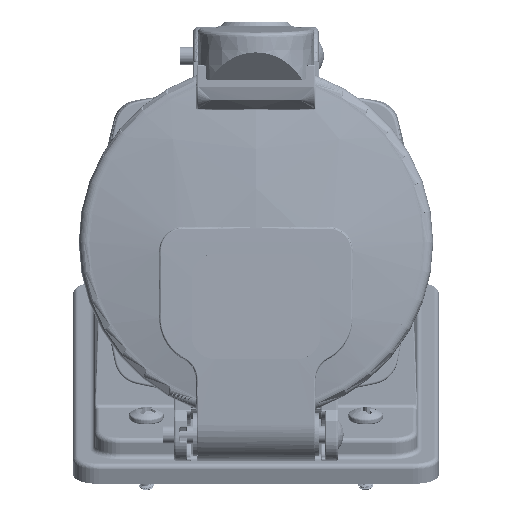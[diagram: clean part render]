
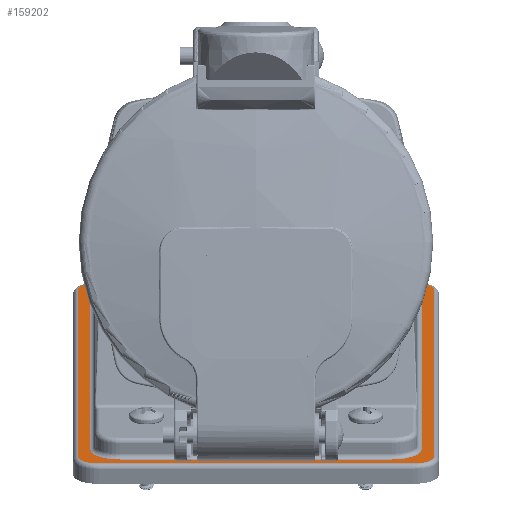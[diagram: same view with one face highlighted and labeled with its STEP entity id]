
A CAD part, top view. The second image highlights one B-rep face of the part: STEP entity #159202.
In plain terms, the highlighted planar face has unit normal (0, 0.94, 0.342).
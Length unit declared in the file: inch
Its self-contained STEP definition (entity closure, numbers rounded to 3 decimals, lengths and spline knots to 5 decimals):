
#1291 = EDGE_CURVE ( 'NONE', #3961, #230582, #35677, .T. ) ;
#3961 = VERTEX_POINT ( 'NONE', #43667 ) ;
#4863 = AXIS2_PLACEMENT_3D ( 'NONE', #236979, #10408, #218086 ) ;
#7676 = DIRECTION ( 'NONE',  ( 0., 0.342, -0.94 ) ) ;
#9600 = EDGE_CURVE ( 'NONE', #240021, #69868, #127366, .T. ) ;
#10080 = VECTOR ( 'NONE', #93322, 39.37008 ) ;
#10408 = DIRECTION ( 'NONE',  ( 0., -0.94, -0.342 ) ) ;
#11847 = CARTESIAN_POINT ( 'NONE',  ( -1.16141, 0.86152, -2.59954 ) ) ;
#11926 = CARTESIAN_POINT ( 'NONE',  ( -1.1614, -0.53861, 1.24728 ) ) ;
#13377 = CARTESIAN_POINT ( 'NONE',  ( -1.34604, -0.62613, 1.48775 ) ) ;
#13977 = AXIS2_PLACEMENT_3D ( 'NONE', #14944, #91733, #239067 ) ;
#14944 = CARTESIAN_POINT ( 'NONE',  ( 1.34607, 0.83461, -2.52555 ) ) ;
#17174 = VECTOR ( 'NONE', #29224, 39.37008 ) ;
#21040 = DIRECTION ( 'NONE',  ( 0., -0.342, 0.94 ) ) ;
#24068 = CARTESIAN_POINT ( 'NONE',  ( 1.52325, -0.59918, 1.41376 ) ) ;
#25260 = DIRECTION ( 'NONE',  ( 1., 0., 0. ) ) ;
#27597 = ORIENTED_EDGE ( 'NONE', *, *, #119072, .T. ) ;
#27716 = DIRECTION ( 'NONE',  ( 0., 0.94, 0.342 ) ) ;
#29224 = DIRECTION ( 'NONE',  ( 1., 0., 0. ) ) ;
#34836 = LINE ( 'NONE', #107277, #10080 ) ;
#35420 = ORIENTED_EDGE ( 'NONE', *, *, #82617, .T. ) ;
#35677 = CIRCLE ( 'NONE', #47692, 0.17717 ) ;
#38815 = VERTEX_POINT ( 'NONE', #234879 ) ;
#38862 = ORIENTED_EDGE ( 'NONE', *, *, #135086, .T. ) ;
#39279 = LINE ( 'NONE', #98335, #233053 ) ;
#41819 = EDGE_CURVE ( 'NONE', #60543, #185171, #104172, .T. ) ;
#42423 = VERTEX_POINT ( 'NONE', #132428 ) ;
#43667 = CARTESIAN_POINT ( 'NONE',  ( -1.52321, -0.5992, 1.41376 ) ) ;
#46538 = CARTESIAN_POINT ( 'NONE',  ( -1.34605, 0.83459, -2.52555 ) ) ;
#47692 = AXIS2_PLACEMENT_3D ( 'NONE', #208391, #112740, #129125 ) ;
#47856 = DIRECTION ( 'NONE',  ( 0., -0.342, 0.94 ) ) ;
#49740 = DIRECTION ( 'NONE',  ( 0., -0.342, 0.94 ) ) ;
#49897 = VERTEX_POINT ( 'NONE', #245557 ) ;
#52259 = DIRECTION ( 'NONE',  ( 0., 0.94, 0.342 ) ) ;
#55956 = ORIENTED_EDGE ( 'NONE', *, *, #63297, .T. ) ;
#60543 = VERTEX_POINT ( 'NONE', #176891 ) ;
#62421 = CARTESIAN_POINT ( 'NONE',  ( -1.4173, -0.53861, 1.24728 ) ) ;
#62552 = ORIENTED_EDGE ( 'NONE', *, *, #64557, .T. ) ;
#62637 = ORIENTED_EDGE ( 'NONE', *, *, #206617, .T. ) ;
#62901 = DIRECTION ( 'NONE',  ( 0., 0.94, 0.342 ) ) ;
#63297 = EDGE_CURVE ( 'NONE', #211556, #118066, #234409, .T. ) ;
#64557 = EDGE_CURVE ( 'NONE', #65899, #240021, #194390, .T. ) ;
#65249 = CARTESIAN_POINT ( 'NONE',  ( -1.34605, 0.89518, -2.69203 ) ) ;
#65899 = VERTEX_POINT ( 'NONE', #244031 ) ;
#66509 = DIRECTION ( 'NONE',  ( -1., 0., 0. ) ) ;
#67879 = EDGE_CURVE ( 'NONE', #49897, #38815, #158803, .T. ) ;
#69081 = EDGE_CURVE ( 'NONE', #168230, #199631, #235312, .T. ) ;
#69868 = VERTEX_POINT ( 'NONE', #148804 ) ;
#72477 = CARTESIAN_POINT ( 'NONE',  ( 1.34608, -0.65978, 1.58024 ) ) ;
#77798 = DIRECTION ( 'NONE',  ( 0., -0.94, -0.342 ) ) ;
#80699 = VECTOR ( 'NONE', #7676, 39.37008 ) ;
#81622 = ORIENTED_EDGE ( 'NONE', *, *, #1291, .T. ) ;
#81768 = PLANE ( 'NONE',  #222779 ) ;
#82617 = EDGE_CURVE ( 'NONE', #193970, #3961, #108772, .T. ) ;
#82828 = CARTESIAN_POINT ( 'NONE',  ( 1.41734, -0.53859, 1.24728 ) ) ;
#84549 = VECTOR ( 'NONE', #166663, 39.37008 ) ;
#85372 = LINE ( 'NONE', #65249, #179937 ) ;
#90707 = VECTOR ( 'NONE', #208453, 39.37008 ) ;
#91733 = DIRECTION ( 'NONE',  ( 0., 0.94, 0.342 ) ) ;
#93322 = DIRECTION ( 'NONE',  ( 0., 0.342, -0.94 ) ) ;
#93934 = AXIS2_PLACEMENT_3D ( 'NONE', #97896, #77798, #192358 ) ;
#95026 = LINE ( 'NONE', #138676, #80699 ) ;
#97151 = ORIENTED_EDGE ( 'NONE', *, *, #234756, .T. ) ;
#97896 = CARTESIAN_POINT ( 'NONE',  ( -1.16141, 0.774, -2.35907 ) ) ;
#98335 = CARTESIAN_POINT ( 'NONE',  ( 1.34608, -0.65978, 1.58024 ) ) ;
#98516 = CARTESIAN_POINT ( 'NONE',  ( -1.34604, -0.6598, 1.58024 ) ) ;
#101235 = CARTESIAN_POINT ( 'NONE',  ( 1.16144, -0.62611, 1.48775 ) ) ;
#101885 = FACE_OUTER_BOUND ( 'NONE', #174192, .T. ) ;
#104172 = LINE ( 'NONE', #82828, #199923 ) ;
#107277 = CARTESIAN_POINT ( 'NONE',  ( 1.52324, 0.83461, -2.52555 ) ) ;
#108772 = LINE ( 'NONE', #145306, #84549 ) ;
#109808 = ORIENTED_EDGE ( 'NONE', *, *, #9600, .T. ) ;
#111655 = EDGE_CURVE ( 'NONE', #42423, #193970, #224474, .T. ) ;
#112740 = DIRECTION ( 'NONE',  ( 0., 0.94, 0.342 ) ) ;
#117332 = EDGE_CURVE ( 'NONE', #230582, #211556, #39279, .T. ) ;
#118066 = VERTEX_POINT ( 'NONE', #24068 ) ;
#118301 = FACE_BOUND ( 'NONE', #140135, .T. ) ;
#119072 = EDGE_CURVE ( 'NONE', #199631, #65899, #95026, .T. ) ;
#124637 = ORIENTED_EDGE ( 'NONE', *, *, #117332, .T. ) ;
#127366 = LINE ( 'NONE', #160165, #17174 ) ;
#129125 = DIRECTION ( 'NONE',  ( 0., -0.342, 0.94 ) ) ;
#130472 = CARTESIAN_POINT ( 'NONE',  ( -1.52322, 0.83459, -2.52555 ) ) ;
#132428 = CARTESIAN_POINT ( 'NONE',  ( -1.34605, 0.89518, -2.69203 ) ) ;
#133416 = ORIENTED_EDGE ( 'NONE', *, *, #69081, .T. ) ;
#135086 = EDGE_CURVE ( 'NONE', #204530, #168230, #166951, .T. ) ;
#138229 = DIRECTION ( 'NONE',  ( 0., -0.342, 0.94 ) ) ;
#138676 = CARTESIAN_POINT ( 'NONE',  ( -1.41731, 0.83459, -2.52555 ) ) ;
#140135 = EDGE_LOOP ( 'NONE', ( #27597, #62552, #109808, #230185, #245404, #202132, #38862, #133416 ) ) ;
#145306 = CARTESIAN_POINT ( 'NONE',  ( -1.52321, -0.5992, 1.41376 ) ) ;
#147900 = CARTESIAN_POINT ( 'NONE',  ( 1.34608, -0.59918, 1.41376 ) ) ;
#148804 = CARTESIAN_POINT ( 'NONE',  ( 1.16143, 0.86154, -2.59954 ) ) ;
#158803 = CIRCLE ( 'NONE', #13977, 0.17717 ) ;
#159202 = ADVANCED_FACE ( 'NONE', ( #101885, #118301 ), #81768, .T. ) ;
#159437 = CARTESIAN_POINT ( 'NONE',  ( 1.16143, 0.77401, -2.35907 ) ) ;
#160165 = CARTESIAN_POINT ( 'NONE',  ( -1.34605, 0.86152, -2.59954 ) ) ;
#166663 = DIRECTION ( 'NONE',  ( 0., -0.342, 0.94 ) ) ;
#166951 = LINE ( 'NONE', #13377, #90707 ) ;
#168230 = VERTEX_POINT ( 'NONE', #179242 ) ;
#174163 = EDGE_CURVE ( 'NONE', #69868, #60543, #220059, .T. ) ;
#174192 = EDGE_LOOP ( 'NONE', ( #62637, #244812, #35420, #81622, #124637, #55956, #97151, #178515 ) ) ;
#175870 = AXIS2_PLACEMENT_3D ( 'NONE', #159437, #194721, #21040 ) ;
#176891 = CARTESIAN_POINT ( 'NONE',  ( 1.41733, 0.77402, -2.35907 ) ) ;
#177592 = CIRCLE ( 'NONE', #4863, 0.25591 ) ;
#178515 = ORIENTED_EDGE ( 'NONE', *, *, #67879, .T. ) ;
#179242 = CARTESIAN_POINT ( 'NONE',  ( -1.1614, -0.62613, 1.48775 ) ) ;
#179937 = VECTOR ( 'NONE', #66509, 39.37008 ) ;
#185171 = VERTEX_POINT ( 'NONE', #242660 ) ;
#187037 = AXIS2_PLACEMENT_3D ( 'NONE', #11926, #222119, #49740 ) ;
#188381 = AXIS2_PLACEMENT_3D ( 'NONE', #205090, #27716, #47856 ) ;
#192358 = DIRECTION ( 'NONE',  ( 0., -0.342, 0.94 ) ) ;
#193970 = VERTEX_POINT ( 'NONE', #130472 ) ;
#194390 = CIRCLE ( 'NONE', #93934, 0.25591 ) ;
#194721 = DIRECTION ( 'NONE',  ( 0., -0.94, -0.342 ) ) ;
#196315 = DIRECTION ( 'NONE',  ( 0., -0.342, 0.94 ) ) ;
#199631 = VERTEX_POINT ( 'NONE', #62421 ) ;
#199923 = VECTOR ( 'NONE', #138229, 39.37008 ) ;
#202132 = ORIENTED_EDGE ( 'NONE', *, *, #224581, .T. ) ;
#204530 = VERTEX_POINT ( 'NONE', #101235 ) ;
#205090 = CARTESIAN_POINT ( 'NONE',  ( -1.34605, 0.83459, -2.52555 ) ) ;
#205756 = DIRECTION ( 'NONE',  ( 0., -0.342, 0.94 ) ) ;
#206617 = EDGE_CURVE ( 'NONE', #38815, #42423, #85372, .T. ) ;
#208391 = CARTESIAN_POINT ( 'NONE',  ( -1.34604, -0.5992, 1.41376 ) ) ;
#208453 = DIRECTION ( 'NONE',  ( -1., 0., 0. ) ) ;
#210388 = AXIS2_PLACEMENT_3D ( 'NONE', #147900, #52259, #205756 ) ;
#211556 = VERTEX_POINT ( 'NONE', #72477 ) ;
#218086 = DIRECTION ( 'NONE',  ( 0., -0.342, 0.94 ) ) ;
#220059 = CIRCLE ( 'NONE', #175870, 0.25591 ) ;
#222119 = DIRECTION ( 'NONE',  ( 0., -0.94, -0.342 ) ) ;
#222779 = AXIS2_PLACEMENT_3D ( 'NONE', #46538, #62901, #196315 ) ;
#224474 = CIRCLE ( 'NONE', #188381, 0.17717 ) ;
#224581 = EDGE_CURVE ( 'NONE', #185171, #204530, #177592, .T. ) ;
#230185 = ORIENTED_EDGE ( 'NONE', *, *, #174163, .T. ) ;
#230582 = VERTEX_POINT ( 'NONE', #98516 ) ;
#233053 = VECTOR ( 'NONE', #25260, 39.37008 ) ;
#234409 = CIRCLE ( 'NONE', #210388, 0.17717 ) ;
#234756 = EDGE_CURVE ( 'NONE', #118066, #49897, #34836, .T. ) ;
#234879 = CARTESIAN_POINT ( 'NONE',  ( 1.34607, 0.8952, -2.69203 ) ) ;
#235312 = CIRCLE ( 'NONE', #187037, 0.25591 ) ;
#236979 = CARTESIAN_POINT ( 'NONE',  ( 1.16144, -0.53859, 1.24728 ) ) ;
#239067 = DIRECTION ( 'NONE',  ( 0., -0.342, 0.94 ) ) ;
#240021 = VERTEX_POINT ( 'NONE', #11847 ) ;
#242660 = CARTESIAN_POINT ( 'NONE',  ( 1.41734, -0.53859, 1.24728 ) ) ;
#244031 = CARTESIAN_POINT ( 'NONE',  ( -1.41731, 0.77399, -2.35907 ) ) ;
#244812 = ORIENTED_EDGE ( 'NONE', *, *, #111655, .T. ) ;
#245404 = ORIENTED_EDGE ( 'NONE', *, *, #41819, .T. ) ;
#245557 = CARTESIAN_POINT ( 'NONE',  ( 1.52324, 0.83461, -2.52555 ) ) ;
